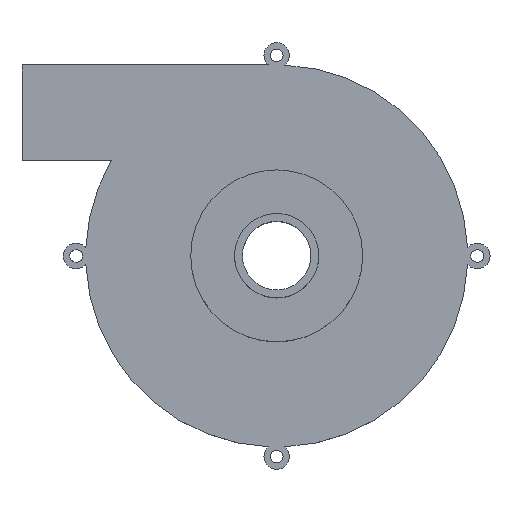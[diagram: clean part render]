
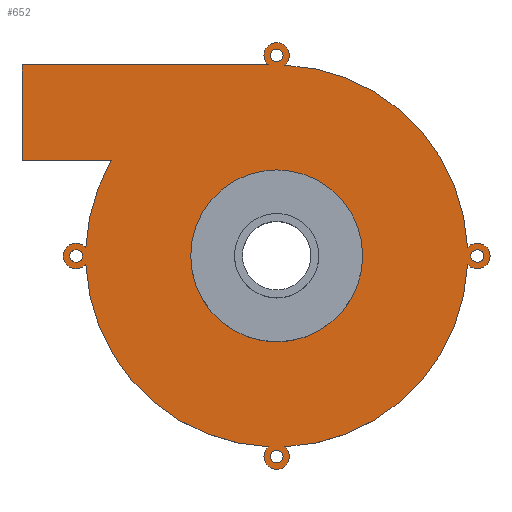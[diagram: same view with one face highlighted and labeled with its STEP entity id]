
A CAD part, top view. The second image highlights one B-rep face of the part: STEP entity #652.
In plain terms, the highlighted planar face has unit normal (0, 0, 1).
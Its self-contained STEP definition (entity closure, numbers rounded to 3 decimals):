
#27=FACE_BOUND('',#137,.T.);
#28=FACE_BOUND('',#138,.T.);
#29=FACE_BOUND('',#139,.T.);
#30=FACE_BOUND('',#140,.T.);
#31=FACE_BOUND('',#141,.T.);
#48=PLANE('',#744);
#86=FACE_OUTER_BOUND('',#136,.T.);
#136=EDGE_LOOP('',(#576,#577,#578,#579,#580,#581,#582,#583,#584,#585,#586));
#137=EDGE_LOOP('',(#587));
#138=EDGE_LOOP('',(#588));
#139=EDGE_LOOP('',(#589));
#140=EDGE_LOOP('',(#590));
#141=EDGE_LOOP('',(#591));
#175=LINE('',#1073,#222);
#178=LINE('',#1079,#225);
#181=LINE('',#1085,#228);
#222=VECTOR('',#878,10.);
#225=VECTOR('',#883,10.);
#228=VECTOR('',#888,10.);
#243=CIRCLE('',#679,13.5);
#253=CIRCLE('',#705,1.);
#255=CIRCLE('',#708,1.);
#257=CIRCLE('',#711,1.);
#259=CIRCLE('',#714,1.);
#262=CIRCLE('',#721,2.);
#264=CIRCLE('',#724,30.);
#266=CIRCLE('',#727,2.);
#268=CIRCLE('',#730,30.);
#270=CIRCLE('',#733,2.);
#272=CIRCLE('',#736,30.);
#274=CIRCLE('',#739,2.);
#276=CIRCLE('',#742,30.);
#283=VERTEX_POINT('',#971);
#305=VERTEX_POINT('',#1043);
#307=VERTEX_POINT('',#1049);
#309=VERTEX_POINT('',#1055);
#311=VERTEX_POINT('',#1061);
#315=VERTEX_POINT('',#1070);
#316=VERTEX_POINT('',#1072);
#318=VERTEX_POINT('',#1078);
#320=VERTEX_POINT('',#1084);
#322=VERTEX_POINT('',#1090);
#324=VERTEX_POINT('',#1096);
#326=VERTEX_POINT('',#1102);
#328=VERTEX_POINT('',#1108);
#330=VERTEX_POINT('',#1114);
#332=VERTEX_POINT('',#1120);
#334=VERTEX_POINT('',#1126);
#344=EDGE_CURVE('',#283,#283,#243,.T.);
#377=EDGE_CURVE('',#305,#305,#253,.T.);
#380=EDGE_CURVE('',#307,#307,#255,.T.);
#383=EDGE_CURVE('',#309,#309,#257,.T.);
#386=EDGE_CURVE('',#311,#311,#259,.T.);
#391=EDGE_CURVE('',#316,#315,#175,.T.);
#394=EDGE_CURVE('',#318,#316,#178,.T.);
#397=EDGE_CURVE('',#320,#318,#181,.T.);
#400=EDGE_CURVE('',#322,#320,#262,.T.);
#403=EDGE_CURVE('',#324,#322,#264,.T.);
#406=EDGE_CURVE('',#326,#324,#266,.T.);
#409=EDGE_CURVE('',#328,#326,#268,.T.);
#412=EDGE_CURVE('',#330,#328,#270,.T.);
#415=EDGE_CURVE('',#332,#330,#272,.T.);
#418=EDGE_CURVE('',#334,#332,#274,.T.);
#421=EDGE_CURVE('',#315,#334,#276,.T.);
#576=ORIENTED_EDGE('',*,*,#421,.T.);
#577=ORIENTED_EDGE('',*,*,#418,.T.);
#578=ORIENTED_EDGE('',*,*,#415,.T.);
#579=ORIENTED_EDGE('',*,*,#412,.T.);
#580=ORIENTED_EDGE('',*,*,#409,.T.);
#581=ORIENTED_EDGE('',*,*,#406,.T.);
#582=ORIENTED_EDGE('',*,*,#403,.T.);
#583=ORIENTED_EDGE('',*,*,#400,.T.);
#584=ORIENTED_EDGE('',*,*,#397,.T.);
#585=ORIENTED_EDGE('',*,*,#394,.T.);
#586=ORIENTED_EDGE('',*,*,#391,.T.);
#587=ORIENTED_EDGE('',*,*,#344,.T.);
#588=ORIENTED_EDGE('',*,*,#377,.T.);
#589=ORIENTED_EDGE('',*,*,#380,.T.);
#590=ORIENTED_EDGE('',*,*,#383,.T.);
#591=ORIENTED_EDGE('',*,*,#386,.T.);
#652=ADVANCED_FACE('',(#86,#27,#28,#29,#30,#31),#48,.T.);
#679=AXIS2_PLACEMENT_3D('',#973,#773,#774);
#705=AXIS2_PLACEMENT_3D('',#1044,#848,#849);
#708=AXIS2_PLACEMENT_3D('',#1050,#855,#856);
#711=AXIS2_PLACEMENT_3D('',#1056,#862,#863);
#714=AXIS2_PLACEMENT_3D('',#1062,#869,#870);
#721=AXIS2_PLACEMENT_3D('',#1091,#894,#895);
#724=AXIS2_PLACEMENT_3D('',#1097,#901,#902);
#727=AXIS2_PLACEMENT_3D('',#1103,#908,#909);
#730=AXIS2_PLACEMENT_3D('',#1109,#915,#916);
#733=AXIS2_PLACEMENT_3D('',#1115,#922,#923);
#736=AXIS2_PLACEMENT_3D('',#1121,#929,#930);
#739=AXIS2_PLACEMENT_3D('',#1127,#936,#937);
#742=AXIS2_PLACEMENT_3D('',#1131,#943,#944);
#744=AXIS2_PLACEMENT_3D('',#1133,#947,#948);
#773=DIRECTION('center_axis',(0.,0.,-1.));
#774=DIRECTION('ref_axis',(1.,0.,0.));
#848=DIRECTION('center_axis',(0.,0.,-1.));
#849=DIRECTION('ref_axis',(1.,0.,0.));
#855=DIRECTION('center_axis',(0.,0.,-1.));
#856=DIRECTION('ref_axis',(1.,0.,0.));
#862=DIRECTION('center_axis',(0.,0.,-1.));
#863=DIRECTION('ref_axis',(1.,0.,0.));
#869=DIRECTION('center_axis',(0.,0.,-1.));
#870=DIRECTION('ref_axis',(1.,0.,0.));
#878=DIRECTION('',(1.,0.,0.));
#883=DIRECTION('',(0.,-1.,0.));
#888=DIRECTION('',(-1.,0.,0.));
#894=DIRECTION('center_axis',(0.,0.,1.));
#895=DIRECTION('ref_axis',(1.,0.,0.));
#901=DIRECTION('center_axis',(0.,0.,1.));
#902=DIRECTION('ref_axis',(1.,0.,0.));
#908=DIRECTION('center_axis',(0.,0.,1.));
#909=DIRECTION('ref_axis',(1.,0.,0.));
#915=DIRECTION('center_axis',(0.,0.,1.));
#916=DIRECTION('ref_axis',(1.,0.,0.));
#922=DIRECTION('center_axis',(0.,0.,1.));
#923=DIRECTION('ref_axis',(1.,0.,0.));
#929=DIRECTION('center_axis',(0.,0.,1.));
#930=DIRECTION('ref_axis',(1.,0.,0.));
#936=DIRECTION('center_axis',(0.,0.,1.));
#937=DIRECTION('ref_axis',(1.,0.,0.));
#943=DIRECTION('center_axis',(0.,0.,1.));
#944=DIRECTION('ref_axis',(1.,0.,0.));
#947=DIRECTION('center_axis',(0.,0.,1.));
#948=DIRECTION('ref_axis',(1.,0.,0.));
#971=CARTESIAN_POINT('',(-13.5,0.,2.));
#973=CARTESIAN_POINT('Origin',(0.,0.,2.));
#1043=CARTESIAN_POINT('',(-1.,-31.5,2.));
#1044=CARTESIAN_POINT('Origin',(0.,-31.5,2.));
#1049=CARTESIAN_POINT('',(-32.5,0.,2.));
#1050=CARTESIAN_POINT('Origin',(-31.5,0.,2.));
#1055=CARTESIAN_POINT('',(30.5,0.,2.));
#1056=CARTESIAN_POINT('Origin',(31.5,0.,2.));
#1061=CARTESIAN_POINT('',(-1.,31.5,2.));
#1062=CARTESIAN_POINT('Origin',(0.,31.5,2.));
#1070=CARTESIAN_POINT('',(-25.981,15.,2.));
#1072=CARTESIAN_POINT('',(-40.,15.,2.));
#1073=CARTESIAN_POINT('',(-40.,15.,2.));
#1078=CARTESIAN_POINT('',(-40.,30.,2.));
#1079=CARTESIAN_POINT('',(-40.,30.,2.));
#1084=CARTESIAN_POINT('',(-1.323,30.,2.));
#1085=CARTESIAN_POINT('',(0.,30.,2.));
#1090=CARTESIAN_POINT('',(1.291,29.972,2.));
#1091=CARTESIAN_POINT('Origin',(0.,31.5,2.));
#1096=CARTESIAN_POINT('',(29.972,1.291,2.));
#1097=CARTESIAN_POINT('Origin',(0.,0.,2.));
#1102=CARTESIAN_POINT('',(29.972,-1.291,2.));
#1103=CARTESIAN_POINT('Origin',(31.5,0.,2.));
#1108=CARTESIAN_POINT('',(1.291,-29.972,2.));
#1109=CARTESIAN_POINT('Origin',(0.,0.,2.));
#1114=CARTESIAN_POINT('',(-1.291,-29.972,2.));
#1115=CARTESIAN_POINT('Origin',(0.,-31.5,2.));
#1120=CARTESIAN_POINT('',(-29.972,-1.291,2.));
#1121=CARTESIAN_POINT('Origin',(0.,0.,2.));
#1126=CARTESIAN_POINT('',(-29.972,1.291,2.));
#1127=CARTESIAN_POINT('Origin',(-31.5,0.,2.));
#1131=CARTESIAN_POINT('Origin',(0.,0.,2.));
#1133=CARTESIAN_POINT('Origin',(-27.,22.5,2.));
